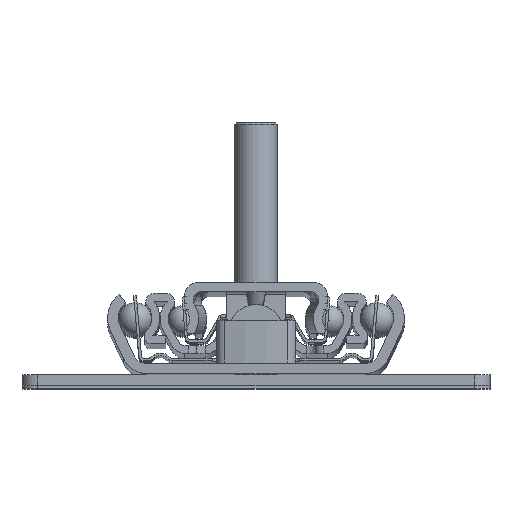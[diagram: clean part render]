
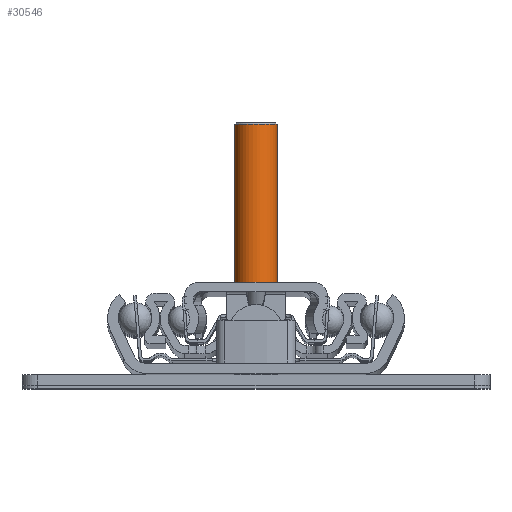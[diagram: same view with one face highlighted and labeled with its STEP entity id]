
A CAD part, top view. The second image highlights one B-rep face of the part: STEP entity #30546.
In plain terms, the highlighted cylindrical face has radius 4 mm (diameter 8 mm), a full revolution.
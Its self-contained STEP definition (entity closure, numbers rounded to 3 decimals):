
#7212=CYLINDRICAL_SURFACE('',#36285,4.);
#7507=FACE_BOUND('',#11027,.T.);
#9130=FACE_OUTER_BOUND('',#11026,.T.);
#11026=EDGE_LOOP('',(#28042));
#11027=EDGE_LOOP('',(#28043));
#14150=VERTEX_POINT('',#56558);
#14152=VERTEX_POINT('',#56563);
#18782=EDGE_CURVE('',#14150,#14150,#32271,.T.);
#18784=EDGE_CURVE('',#14152,#14152,#32273,.T.);
#28042=ORIENTED_EDGE('',*,*,#18784,.F.);
#28043=ORIENTED_EDGE('',*,*,#18782,.T.);
#30546=ADVANCED_FACE('',(#9130,#7507),#7212,.T.);
#32271=CIRCLE('',#36283,4.);
#32273=CIRCLE('',#36286,4.);
#36283=AXIS2_PLACEMENT_3D('',#56559,#46026,#46027);
#36285=AXIS2_PLACEMENT_3D('',#56562,#46030,#46031);
#36286=AXIS2_PLACEMENT_3D('',#56564,#46032,#46033);
#46026=DIRECTION('center_axis',(0.,-1.,0.));
#46027=DIRECTION('ref_axis',(1.,0.,0.));
#46030=DIRECTION('center_axis',(0.,-1.,0.));
#46031=DIRECTION('ref_axis',(1.,0.,0.));
#46032=DIRECTION('center_axis',(0.,-1.,0.));
#46033=DIRECTION('ref_axis',(1.,0.,0.));
#56558=CARTESIAN_POINT('',(4.,-0.3,0.));
#56559=CARTESIAN_POINT('Origin',(0.,-0.3,
0.));
#56562=CARTESIAN_POINT('Origin',(0.,-15.15,0.));
#56563=CARTESIAN_POINT('',(4.,-30.,0.));
#56564=CARTESIAN_POINT('Origin',(0.,-30.,0.));
